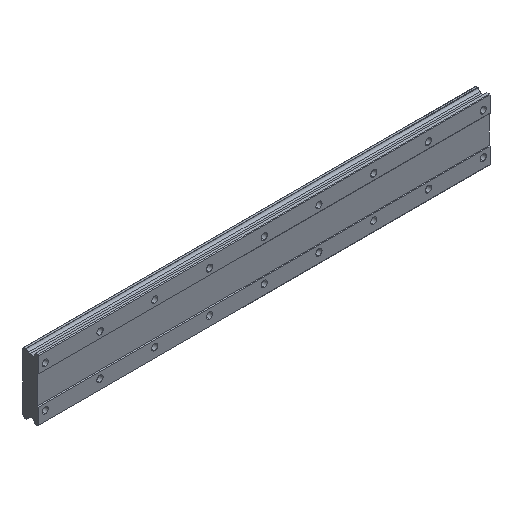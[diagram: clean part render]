
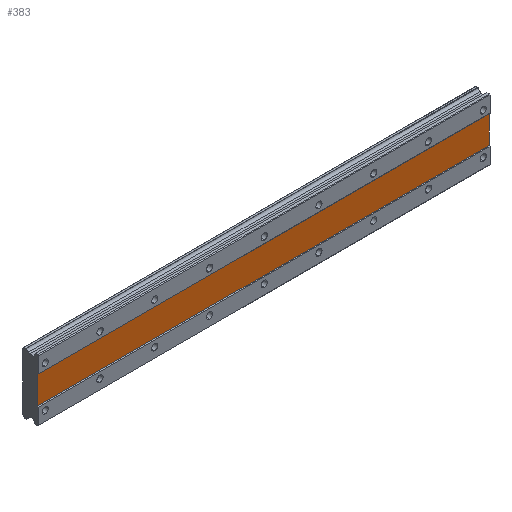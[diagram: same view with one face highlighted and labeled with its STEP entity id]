
A CAD part, isometric view. The second image highlights one B-rep face of the part: STEP entity #383.
In plain terms, the highlighted planar face has unit normal (0, -1, 0).
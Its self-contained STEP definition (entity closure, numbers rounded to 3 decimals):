
#17 = CARTESIAN_POINT ( 'NONE',  ( -10., 1., 20. ) ) ;
#149 = EDGE_LOOP ( 'NONE', ( #3424, #466, #712, #1851 ) ) ;
#241 = VERTEX_POINT ( 'NONE', #17 ) ;
#244 = VERTEX_POINT ( 'NONE', #1224 ) ;
#377 = VERTEX_POINT ( 'NONE', #3420 ) ;
#383 = ADVANCED_FACE ( 'NONE', ( #1359 ), #3707, .F. ) ;
#466 = ORIENTED_EDGE ( 'NONE', *, *, #823, .F. ) ;
#548 = LINE ( 'NONE', #2935, #3606 ) ;
#584 = CARTESIAN_POINT ( 'NONE',  ( -10., 1., -20. ) ) ;
#706 = CARTESIAN_POINT ( 'NONE',  ( 650., 1., 20. ) ) ;
#712 = ORIENTED_EDGE ( 'NONE', *, *, #2005, .F. ) ;
#823 = EDGE_CURVE ( 'NONE', #244, #377, #1561, .T. ) ;
#832 = LINE ( 'NONE', #2947, #2957 ) ;
#1035 = DIRECTION ( 'NONE',  ( 0., 1., 0. ) ) ;
#1224 = CARTESIAN_POINT ( 'NONE',  ( 650., 1., 20. ) ) ;
#1253 = VECTOR ( 'NONE', #1603, 1000. ) ;
#1339 = LINE ( 'NONE', #3769, #3600 ) ;
#1359 = FACE_OUTER_BOUND ( 'NONE', #149, .T. ) ;
#1511 = VERTEX_POINT ( 'NONE', #584 ) ;
#1561 = LINE ( 'NONE', #706, #1253 ) ;
#1603 = DIRECTION ( 'NONE',  ( 0., 0., -1. ) ) ;
#1757 = DIRECTION ( 'NONE',  ( -1., 0., 0. ) ) ;
#1851 = ORIENTED_EDGE ( 'NONE', *, *, #2591, .F. ) ;
#2004 = DIRECTION ( 'NONE',  ( 1., 0., 0. ) ) ;
#2005 = EDGE_CURVE ( 'NONE', #241, #244, #832, .T. ) ;
#2199 = CARTESIAN_POINT ( 'NONE',  ( 650., 1., 20. ) ) ;
#2591 = EDGE_CURVE ( 'NONE', #1511, #241, #1339, .T. ) ;
#2698 = EDGE_CURVE ( 'NONE', #377, #1511, #548, .T. ) ;
#2792 = DIRECTION ( 'NONE',  ( 0., 0., 1. ) ) ;
#2935 = CARTESIAN_POINT ( 'NONE',  ( 650., 1., -20. ) ) ;
#2947 = CARTESIAN_POINT ( 'NONE',  ( 650., 1., 20. ) ) ;
#2957 = VECTOR ( 'NONE', #2004, 1000. ) ;
#3298 = DIRECTION ( 'NONE',  ( 0., 0., 1. ) ) ;
#3420 = CARTESIAN_POINT ( 'NONE',  ( 650., 1., -20. ) ) ;
#3424 = ORIENTED_EDGE ( 'NONE', *, *, #2698, .F. ) ;
#3600 = VECTOR ( 'NONE', #3298, 1000. ) ;
#3606 = VECTOR ( 'NONE', #1757, 1000. ) ;
#3689 = AXIS2_PLACEMENT_3D ( 'NONE', #2199, #1035, #2792 ) ;
#3707 = PLANE ( 'NONE',  #3689 ) ;
#3769 = CARTESIAN_POINT ( 'NONE',  ( -10., 1., 20. ) ) ;
